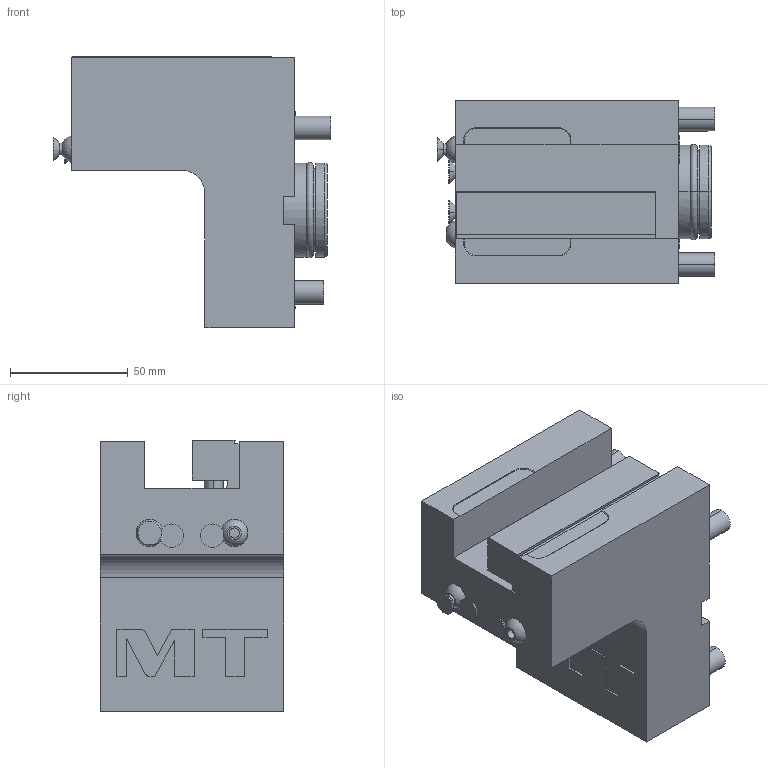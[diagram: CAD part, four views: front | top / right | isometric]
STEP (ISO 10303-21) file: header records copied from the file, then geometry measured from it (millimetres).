
FILE_DESCRIPTION((''),'2;1');
FILE_NAME('MNZ0092060_CONF','2023-02-23T14:22:15',('sterribile'),('M.T. srl'),'CREO PARAMETRIC BY PTC INC, 2021072','CREO PARAMETRIC BY PTC INC, 2021072','');
FILE_SCHEMA(('CONFIG_CONTROL_DESIGN'));
Length unit declared in the file: millimetre
Products named in the file (1): MNZ0092060_CONF
Bounding box: 118.05 x 78 x 115.42 mm (x, y, z)
Volume: 527563.9 mm3; surface area: 58884.6 mm2
Topology: 1 solids, 1 shells, 138 faces, 348 edges, 230 vertices
Faces by surface type: plane 81, cylinder 35, cone 12, torus 6, sphere 2, extrusion 2
Entity records: 4212 total; most frequent: DIRECTION 732, CARTESIAN_POINT 728, ORIENTED_EDGE 696, EDGE_CURVE 348, AXIS2_PLACEMENT_3D 250, VECTOR 232, LINE 230, VERTEX_POINT 230
